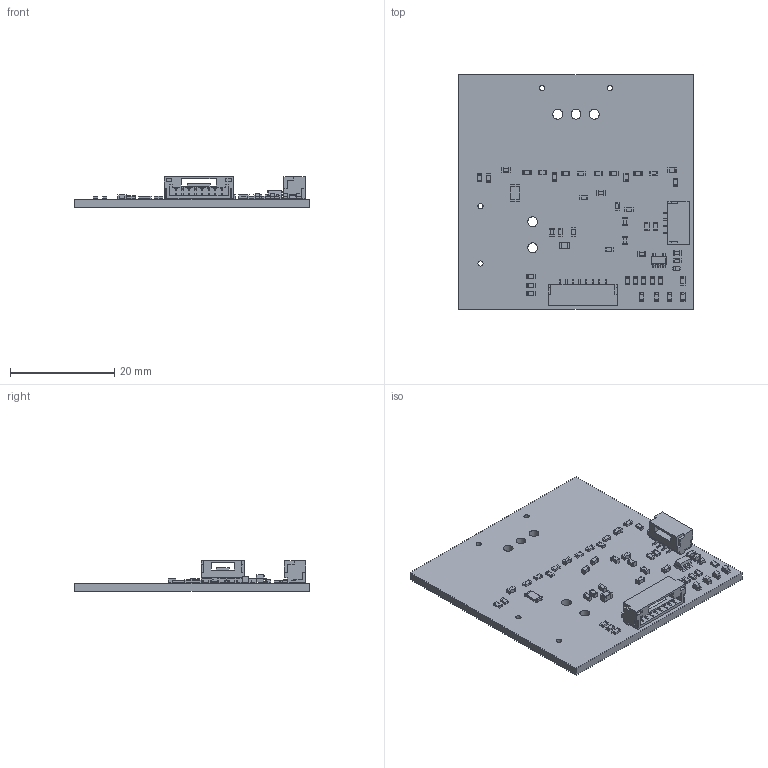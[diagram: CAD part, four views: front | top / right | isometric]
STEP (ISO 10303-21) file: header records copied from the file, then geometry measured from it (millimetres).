
FILE_DESCRIPTION(('KiCad electronic assembly'),'2;1');
FILE_NAME('TFESC02.step','2024-07-16T12:47:44',('Pcbnew'),('Kicad'), 'Open CASCADE STEP processor 7.6','KiCad to STEP converter','Unknown' );
FILE_SCHEMA(('AUTOMOTIVE_DESIGN { 1 0 10303 214 1 1 1 1 }'));
Length unit declared in the file: millimetre
Products named in the file (20): TFESC02 1; C_0603_1608Metric; R_0603_1608Metric; JST_GH_SM04B-GHS-TB_1x04-1MP_P1.25mm_Horizontal; JST_SM04B_GHS_TB; LED_0603_1608Metric; R_1206_3216Metric; SOT-23-5; SOT_23_5; JST_GH_SM08B-GHS-TB_1x08-1MP_P1.25mm_Horizontal; JST_SM08B_GHS_TB; D_SOD-523; D_SOD_523; L_0805_2012Metric; kibot_bu95vn4i_PCB
Assembly tree (59 placements, depth 3):
  TFESC02 1
    C_0603_1608Metric  x16
      C_0603_1608Metric
    R_0603_1608Metric  x23
      R_0603_1608Metric
    JST_GH_SM04B-GHS-TB_1x04-1MP_P1.25mm_Horizontal
      JST_SM04B_GHS_TB
    LED_0603_1608Metric  x4
      LED_0603_1608Metric
    R_1206_3216Metric
      R_1206_3216Metric
    SOT-23-5
      SOT_23_5
    JST_GH_SM08B-GHS-TB_1x08-1MP_P1.25mm_Horizontal
      JST_SM08B_GHS_TB
    D_SOD-523
      D_SOD_523
    L_0805_2012Metric
      L_0805_2012Metric
    kibot_bu95vn4i_PCB
Bounding box: 45 x 45 x 5.89 mm (x, y, z)
Volume: 3478.2 mm3; surface area: 5401.5 mm2
Topology: 50 solids, 50 shells, 1981 faces, 5258 edges, 3436 vertices
Faces by surface type: plane 1485, cylinder 457, bspline 39
Full cylindrical faces by diameter (mm): 1 x4, 1.9 x5
Entity records: 32395 total; most frequent: CARTESIAN_POINT 4853, ORIENTED_EDGE 4566, DIRECTION 4113, EDGE_CURVE 2283, LINE 2085, VECTOR 2085, VERTEX_POINT 1490, AXIS2_PLACEMENT_3D 1014
